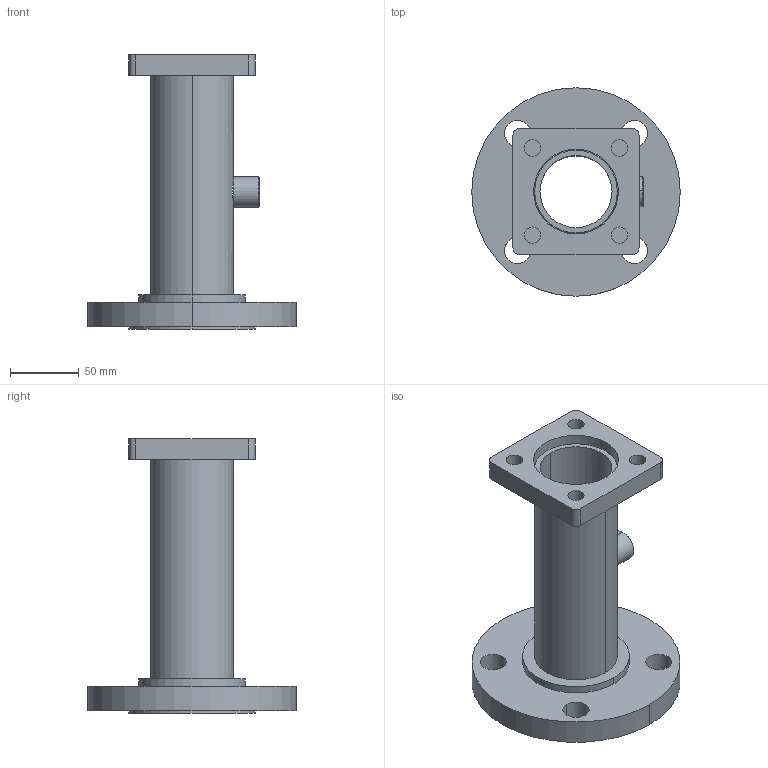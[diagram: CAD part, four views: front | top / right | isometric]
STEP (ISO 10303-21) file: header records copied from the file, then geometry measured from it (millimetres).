
FILE_DESCRIPTION (( 'STEP AP203' ), '1' );
FILE_NAME ('3996-45_REV_.step', '2026-03-04T03:14:07', ( '' ), ( '' ), 'SwSTEP 2.0', 'SolidWorks 2025', '' );
FILE_SCHEMA (( 'CONFIG_CONTROL_DESIGN' ));
Length unit declared in the file: millimetre
Products named in the file (5): OEM-10-3000-316L; 3996-55-10_MACHINED; 3996-45-11_Default<As Machined>; 3996-45_REV_; OEM-50-150-SO-316L
Assembly tree (4 placements, depth 2):
  3996-45_REV_
    3996-55-10_MACHINED
    3996-45-11_Default<As Machined>
    OEM-50-150-SO-316L
    OEM-10-3000-316L
Bounding box: 152 x 152 x 200 mm (x, y, z)
Volume: 476245.3 mm3; surface area: 137930.8 mm2
Topology: 4 solids, 4 shells, 56 faces, 136 edges, 90 vertices
Faces by surface type: cylinder 40, plane 14, cone 2
Entity records: 2424 total; most frequent: CARTESIAN_POINT 464, DIRECTION 336, ORIENTED_EDGE 272, AXIS2_PLACEMENT_3D 141, EDGE_CURVE 136, VERTEX_POINT 90, EDGE_LOOP 84, CIRCLE 78
